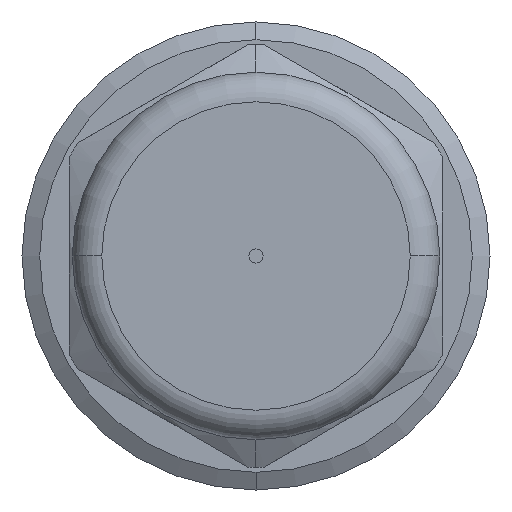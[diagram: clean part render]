
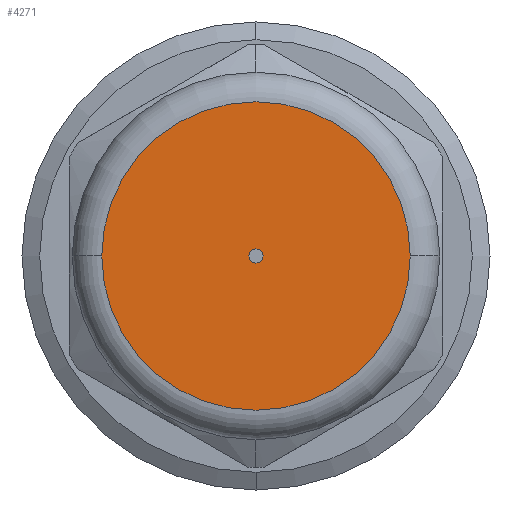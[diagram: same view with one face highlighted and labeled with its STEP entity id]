
A CAD part, left-side view. The second image highlights one B-rep face of the part: STEP entity #4271.
In plain terms, the highlighted planar face has unit normal (-1, 0, 0).
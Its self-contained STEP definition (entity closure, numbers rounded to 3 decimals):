
#297 = AXIS2_PLACEMENT_3D ( 'NONE', #1136, #1625, #1026 ) ;
#407 = CARTESIAN_POINT ( 'NONE',  ( -22.1, 0.6, 0. ) ) ;
#434 = CARTESIAN_POINT ( 'NONE',  ( -22.1, 13.075, 0. ) ) ;
#616 = DIRECTION ( 'NONE',  ( 1., 0., 0. ) ) ;
#630 = VERTEX_POINT ( 'NONE', #434 ) ;
#1026 = DIRECTION ( 'NONE',  ( 0., 1., 0. ) ) ;
#1081 = AXIS2_PLACEMENT_3D ( 'NONE', #5093, #4136, #4517 ) ;
#1084 = CIRCLE ( 'NONE', #5782, 0.6 ) ;
#1136 = CARTESIAN_POINT ( 'NONE',  ( -22.1, 0., 0. ) ) ;
#1196 = ORIENTED_EDGE ( 'NONE', *, *, #4658, .F. ) ;
#1393 = FACE_OUTER_BOUND ( 'NONE', #2457, .T. ) ;
#1625 = DIRECTION ( 'NONE',  ( 1., 0., 0. ) ) ;
#1783 = FACE_BOUND ( 'NONE', #3612, .T. ) ;
#2145 = ORIENTED_EDGE ( 'NONE', *, *, #4601, .F. ) ;
#2304 = DIRECTION ( 'NONE',  ( -1., 0., 0. ) ) ;
#2377 = CIRCLE ( 'NONE', #297, 13.075 ) ;
#2407 = CARTESIAN_POINT ( 'NONE',  ( -22.1, -0.6, 0. ) ) ;
#2457 = EDGE_LOOP ( 'NONE', ( #1196, #2145 ) ) ;
#2517 = DIRECTION ( 'NONE',  ( 0., 1., 0. ) ) ;
#2621 = CIRCLE ( 'NONE', #1081, 13.075 ) ;
#2639 = DIRECTION ( 'NONE',  ( 0., 1., 0. ) ) ;
#2732 = CARTESIAN_POINT ( 'NONE',  ( -22.1, 0., 0. ) ) ;
#2826 = AXIS2_PLACEMENT_3D ( 'NONE', #3508, #616, #2517 ) ;
#3071 = ORIENTED_EDGE ( 'NONE', *, *, #4156, .T. ) ;
#3079 = EDGE_CURVE ( 'NONE', #6294, #4811, #4564, .T. ) ;
#3086 = CARTESIAN_POINT ( 'NONE',  ( -22.1, -13.075, 0. ) ) ;
#3204 = CARTESIAN_POINT ( 'NONE',  ( -22.1, 0.6, 0. ) ) ;
#3508 = CARTESIAN_POINT ( 'NONE',  ( -22.1, 0., 0. ) ) ;
#3612 = EDGE_LOOP ( 'NONE', ( #3071, #4674 ) ) ;
#3622 = DIRECTION ( 'NONE',  ( 1., 0., 0. ) ) ;
#4136 = DIRECTION ( 'NONE',  ( 1., 0., 0. ) ) ;
#4156 = EDGE_CURVE ( 'NONE', #4811, #6294, #1084, .T. ) ;
#4271 = ADVANCED_FACE ( 'NONE', ( #1783, #1393 ), #4753, .T. ) ;
#4517 = DIRECTION ( 'NONE',  ( 0., 1., 0. ) ) ;
#4564 = CIRCLE ( 'NONE', #2826, 0.6 ) ;
#4601 = EDGE_CURVE ( 'NONE', #4650, #630, #2621, .T. ) ;
#4650 = VERTEX_POINT ( 'NONE', #3086 ) ;
#4658 = EDGE_CURVE ( 'NONE', #630, #4650, #2377, .T. ) ;
#4674 = ORIENTED_EDGE ( 'NONE', *, *, #3079, .T. ) ;
#4753 = PLANE ( 'NONE',  #5529 ) ;
#4811 = VERTEX_POINT ( 'NONE', #407 ) ;
#5093 = CARTESIAN_POINT ( 'NONE',  ( -22.1, 0., 0. ) ) ;
#5231 = DIRECTION ( 'NONE',  ( 0., -1., 0. ) ) ;
#5529 = AXIS2_PLACEMENT_3D ( 'NONE', #3204, #2304, #5231 ) ;
#5782 = AXIS2_PLACEMENT_3D ( 'NONE', #2732, #3622, #2639 ) ;
#6294 = VERTEX_POINT ( 'NONE', #2407 ) ;
